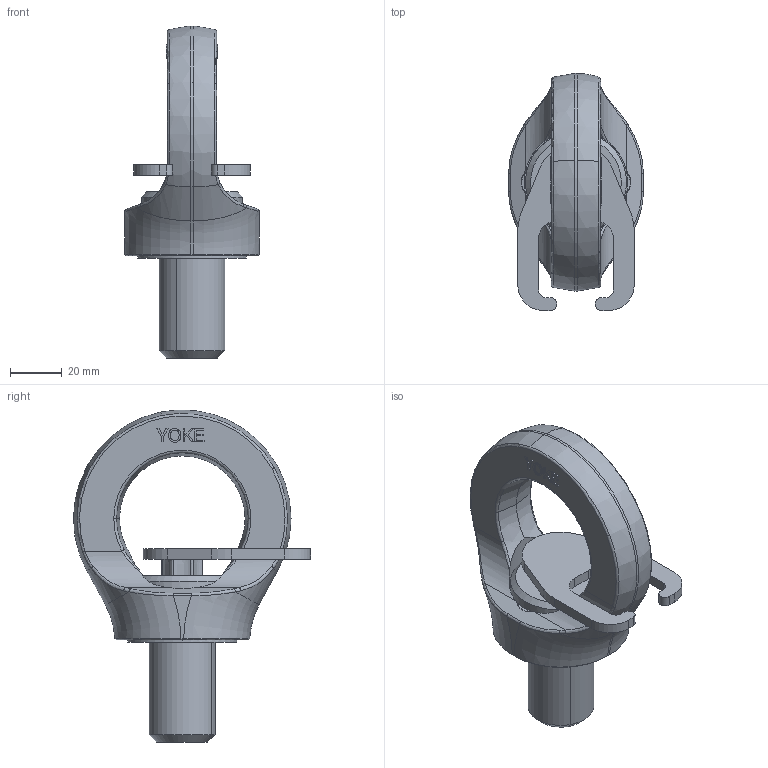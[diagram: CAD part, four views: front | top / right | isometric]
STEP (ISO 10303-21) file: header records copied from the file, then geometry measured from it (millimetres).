
FILE_DESCRIPTION(('CATIA V5 STEP Exchange'),'2;1');
FILE_NAME('8-292K-032.stp','2016-02-16T01:24:26+00:00',('none'),('none'),'CATIA Version 5 Release 21 GA (IN-10)','CATIA V5 STEP AP203','none');
FILE_SCHEMA(('CONFIG_CONTROL_DESIGN'));
Length unit declared in the file: millimetre
Products named in the file (1): 8-292K-032
Bounding box: 52 x 91.5 x 128.17 mm (x, y, z)
Volume: 131989.9 mm3; surface area: 28967.7 mm2
Topology: 1 solids, 1 shells, 409 faces, 1125 edges, 734 vertices
Faces by surface type: plane 284, cylinder 36, extrusion 28, bspline 26, torus 16, cone 15, revolution 4
Entity records: 14538 total; most frequent: CARTESIAN_POINT 4680, ORIENTED_EDGE 2250, DIRECTION 1611, EDGE_CURVE 1125, VECTOR 872, LINE 844, VERTEX_POINT 734, EDGE_LOOP 427
